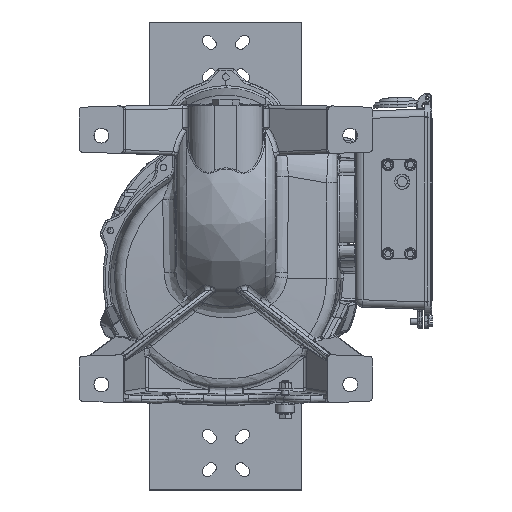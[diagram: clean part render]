
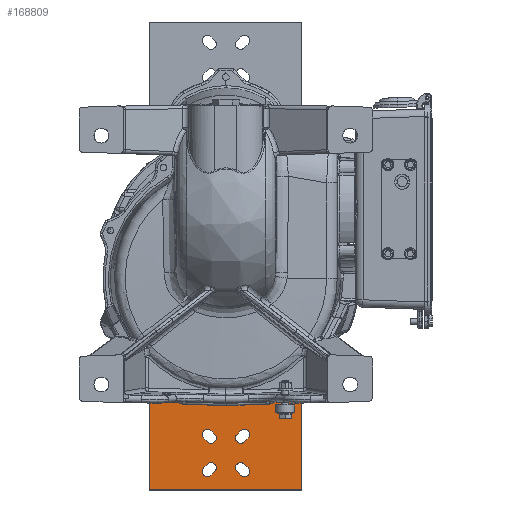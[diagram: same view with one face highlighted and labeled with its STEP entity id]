
A CAD part, front view. The second image highlights one B-rep face of the part: STEP entity #168809.
In plain terms, the highlighted planar face has unit normal (0, -1, 0).
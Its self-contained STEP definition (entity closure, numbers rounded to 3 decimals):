
#167489=DIRECTION('',(0.,0.,1.));
#167490=VECTOR('',#167489,120.);
#167491=CARTESIAN_POINT('',(102.5,1414.,-314.));
#167492=LINE('',#167491,#167490);
#167762=DIRECTION('',(0.,0.,1.));
#167763=VECTOR('',#167762,120.);
#167764=CARTESIAN_POINT('',(-102.5,1414.,-314.));
#167765=LINE('',#167764,#167763);
#167825=CARTESIAN_POINT('',(-25.,1414.,-290.));
#167826=DIRECTION('',(0.,-1.,0.));
#167827=DIRECTION('',(-0.707,0.,0.707));
#167828=AXIS2_PLACEMENT_3D('',#167825,#167826,#167827);
#167830=DIRECTION('',(0.707,0.,0.707));
#167831=VECTOR('',#167830,7.071);
#167832=CARTESIAN_POINT('',(-20.05,1414.,-294.95));
#167833=LINE('',#167832,#167831);
#167834=CARTESIAN_POINT('',(-20.,1414.,-285.));
#167835=DIRECTION('',(0.,-1.,0.));
#167836=DIRECTION('',(0.707,0.,-0.707));
#167837=AXIS2_PLACEMENT_3D('',#167834,#167835,#167836);
#167839=DIRECTION('',(-0.707,0.,-0.707));
#167840=VECTOR('',#167839,7.071);
#167841=CARTESIAN_POINT('',(-24.95,1414.,-280.05));
#167842=LINE('',#167841,#167840);
#167843=CARTESIAN_POINT('',(25.,1414.,-290.));
#167844=DIRECTION('',(0.,-1.,0.));
#167845=DIRECTION('',(-0.707,0.,-0.707));
#167846=AXIS2_PLACEMENT_3D('',#167843,#167844,#167845);
#167848=DIRECTION('',(-0.707,0.,0.707));
#167849=VECTOR('',#167848,7.071);
#167850=CARTESIAN_POINT('',(29.95,1414.,-285.05));
#167851=LINE('',#167850,#167849);
#167852=CARTESIAN_POINT('',(20.,1414.,-285.));
#167853=DIRECTION('',(0.,-1.,0.));
#167854=DIRECTION('',(0.707,0.,0.707));
#167855=AXIS2_PLACEMENT_3D('',#167852,#167853,#167854);
#167857=DIRECTION('',(0.707,0.,-0.707));
#167858=VECTOR('',#167857,7.071);
#167859=CARTESIAN_POINT('',(15.05,1414.,-289.95));
#167860=LINE('',#167859,#167858);
#167861=DIRECTION('',(0.707,0.,0.707));
#167862=VECTOR('',#167861,7.071);
#167863=CARTESIAN_POINT('',(24.95,1414.,-249.95));
#167864=LINE('',#167863,#167862);
#167865=CARTESIAN_POINT('',(25.,1414.,-240.));
#167866=DIRECTION('',(0.,-1.,0.));
#167867=DIRECTION('',(0.707,0.,-0.707));
#167868=AXIS2_PLACEMENT_3D('',#167865,#167866,#167867);
#167870=DIRECTION('',(-0.707,0.,-0.707));
#167871=VECTOR('',#167870,7.071);
#167872=CARTESIAN_POINT('',(20.05,1414.,-235.05));
#167873=LINE('',#167872,#167871);
#167874=CARTESIAN_POINT('',(20.,1414.,-245.));
#167875=DIRECTION('',(0.,-1.,0.));
#167876=DIRECTION('',(-0.707,0.,0.707));
#167877=AXIS2_PLACEMENT_3D('',#167874,#167875,#167876);
#167879=CARTESIAN_POINT('',(-20.,1414.,-245.));
#167880=DIRECTION('',(0.,-1.,0.));
#167881=DIRECTION('',(-0.707,0.,-0.707));
#167882=AXIS2_PLACEMENT_3D('',#167879,#167880,#167881);
#167884=DIRECTION('',(-0.707,0.,0.707));
#167885=VECTOR('',#167884,7.071);
#167886=CARTESIAN_POINT('',(-15.05,1414.,-240.05));
#167887=LINE('',#167886,#167885);
#167888=CARTESIAN_POINT('',(-25.,1414.,-240.));
#167889=DIRECTION('',(0.,-1.,0.));
#167890=DIRECTION('',(0.707,0.,0.707));
#167891=AXIS2_PLACEMENT_3D('',#167888,#167889,#167890);
#167893=DIRECTION('',(0.707,0.,-0.707));
#167894=VECTOR('',#167893,7.071);
#167895=CARTESIAN_POINT('',(-29.95,1414.,-244.95));
#167896=LINE('',#167895,#167894);
#167897=DIRECTION('',(-1.,0.,0.));
#167898=VECTOR('',#167897,205.);
#167899=CARTESIAN_POINT('',(102.5,1414.,-314.));
#167900=LINE('',#167899,#167898);
#167901=DIRECTION('',(-1.,0.,0.));
#167902=VECTOR('',#167901,205.);
#167903=CARTESIAN_POINT('',(102.5,1414.,-194.));
#167904=LINE('',#167903,#167902);
#168171=CARTESIAN_POINT('',(-29.95,1414.,-285.05));
#168172=CARTESIAN_POINT('',(-20.05,1414.,-294.95));
#168173=VERTEX_POINT('',#168171);
#168174=VERTEX_POINT('',#168172);
#168175=CARTESIAN_POINT('',(-15.05,1414.,-289.95));
#168176=VERTEX_POINT('',#168175);
#168177=CARTESIAN_POINT('',(-24.95,1414.,-280.05));
#168178=VERTEX_POINT('',#168177);
#168179=CARTESIAN_POINT('',(20.05,1414.,-294.95));
#168180=CARTESIAN_POINT('',(29.95,1414.,-285.05));
#168181=VERTEX_POINT('',#168179);
#168182=VERTEX_POINT('',#168180);
#168183=CARTESIAN_POINT('',(24.95,1414.,-280.05));
#168184=VERTEX_POINT('',#168183);
#168185=CARTESIAN_POINT('',(15.05,1414.,-289.95));
#168186=VERTEX_POINT('',#168185);
#168187=CARTESIAN_POINT('',(24.95,1414.,-249.95));
#168188=CARTESIAN_POINT('',(29.95,1414.,-244.95));
#168189=VERTEX_POINT('',#168187);
#168190=VERTEX_POINT('',#168188);
#168191=CARTESIAN_POINT('',(20.05,1414.,-235.05));
#168192=VERTEX_POINT('',#168191);
#168193=CARTESIAN_POINT('',(15.05,1414.,-240.05));
#168194=VERTEX_POINT('',#168193);
#168195=CARTESIAN_POINT('',(-24.95,1414.,-249.95));
#168196=CARTESIAN_POINT('',(-15.05,1414.,-240.05));
#168197=VERTEX_POINT('',#168195);
#168198=VERTEX_POINT('',#168196);
#168199=CARTESIAN_POINT('',(-20.05,1414.,-235.05));
#168200=VERTEX_POINT('',#168199);
#168201=CARTESIAN_POINT('',(-29.95,1414.,-244.95));
#168202=VERTEX_POINT('',#168201);
#168207=CARTESIAN_POINT('',(102.5,1414.,-194.));
#168208=CARTESIAN_POINT('',(-102.5,1414.,-194.));
#168209=VERTEX_POINT('',#168207);
#168210=VERTEX_POINT('',#168208);
#168251=CARTESIAN_POINT('',(102.5,1414.,-314.));
#168253=VERTEX_POINT('',#168251);
#168257=CARTESIAN_POINT('',(-102.5,1414.,-314.));
#168258=VERTEX_POINT('',#168257);
#168757=CARTESIAN_POINT('',(102.5,1414.,-315.));
#168758=DIRECTION('',(0.,-1.,0.));
#168759=DIRECTION('',(0.,0.,1.));
#168760=AXIS2_PLACEMENT_3D('',#168757,#168758,#168759);
#168761=PLANE('',#168760);
#168763=ORIENTED_EDGE('',*,*,#168762,.T.);
#168764=ORIENTED_EDGE('',*,*,#168720,.T.);
#168765=ORIENTED_EDGE('',*,*,#168751,.F.);
#168766=ORIENTED_EDGE('',*,*,#168298,.F.);
#168767=EDGE_LOOP('',(#168763,#168764,#168765,#168766));
#168768=FACE_OUTER_BOUND('',#168767,.F.);
#168770=ORIENTED_EDGE('',*,*,#168769,.T.);
#168772=ORIENTED_EDGE('',*,*,#168771,.T.);
#168774=ORIENTED_EDGE('',*,*,#168773,.T.);
#168776=ORIENTED_EDGE('',*,*,#168775,.T.);
#168777=EDGE_LOOP('',(#168770,#168772,#168774,#168776));
#168778=FACE_BOUND('',#168777,.F.);
#168780=ORIENTED_EDGE('',*,*,#168779,.T.);
#168782=ORIENTED_EDGE('',*,*,#168781,.T.);
#168784=ORIENTED_EDGE('',*,*,#168783,.T.);
#168786=ORIENTED_EDGE('',*,*,#168785,.T.);
#168787=EDGE_LOOP('',(#168780,#168782,#168784,#168786));
#168788=FACE_BOUND('',#168787,.F.);
#168790=ORIENTED_EDGE('',*,*,#168789,.T.);
#168792=ORIENTED_EDGE('',*,*,#168791,.T.);
#168794=ORIENTED_EDGE('',*,*,#168793,.T.);
#168796=ORIENTED_EDGE('',*,*,#168795,.T.);
#168797=EDGE_LOOP('',(#168790,#168792,#168794,#168796));
#168798=FACE_BOUND('',#168797,.F.);
#168800=ORIENTED_EDGE('',*,*,#168799,.T.);
#168802=ORIENTED_EDGE('',*,*,#168801,.T.);
#168804=ORIENTED_EDGE('',*,*,#168803,.T.);
#168806=ORIENTED_EDGE('',*,*,#168805,.T.);
#168807=EDGE_LOOP('',(#168800,#168802,#168804,#168806));
#168808=FACE_BOUND('',#168807,.F.);
#168809=ADVANCED_FACE('',(#168768,#168778,#168788,#168798,#168808),#168761,.T.);
#167829=CIRCLE('',#167828,7.);
#167838=CIRCLE('',#167837,7.);
#167847=CIRCLE('',#167846,7.);
#167856=CIRCLE('',#167855,7.);
#167869=CIRCLE('',#167868,7.);
#167878=CIRCLE('',#167877,7.);
#167883=CIRCLE('',#167882,7.);
#167892=CIRCLE('',#167891,7.);
#168298=EDGE_CURVE('',#168253,#168209,#167492,.T.);
#168720=EDGE_CURVE('',#168258,#168210,#167765,.T.);
#168751=EDGE_CURVE('',#168209,#168210,#167904,.T.);
#168762=EDGE_CURVE('',#168253,#168258,#167900,.T.);
#168769=EDGE_CURVE('',#168181,#168182,#167847,.T.);
#168771=EDGE_CURVE('',#168182,#168184,#167851,.T.);
#168773=EDGE_CURVE('',#168184,#168186,#167856,.T.);
#168775=EDGE_CURVE('',#168186,#168181,#167860,.T.);
#168779=EDGE_CURVE('',#168189,#168190,#167864,.T.);
#168781=EDGE_CURVE('',#168190,#168192,#167869,.T.);
#168783=EDGE_CURVE('',#168192,#168194,#167873,.T.);
#168785=EDGE_CURVE('',#168194,#168189,#167878,.T.);
#168789=EDGE_CURVE('',#168197,#168198,#167883,.T.);
#168791=EDGE_CURVE('',#168198,#168200,#167887,.T.);
#168793=EDGE_CURVE('',#168200,#168202,#167892,.T.);
#168795=EDGE_CURVE('',#168202,#168197,#167896,.T.);
#168799=EDGE_CURVE('',#168173,#168174,#167829,.T.);
#168801=EDGE_CURVE('',#168174,#168176,#167833,.T.);
#168803=EDGE_CURVE('',#168176,#168178,#167838,.T.);
#168805=EDGE_CURVE('',#168178,#168173,#167842,.T.);
